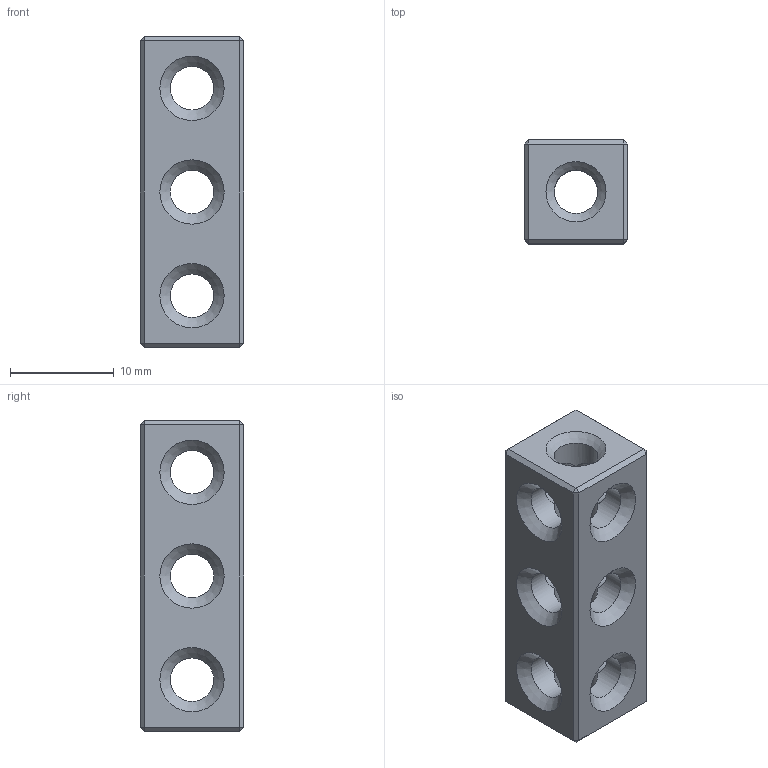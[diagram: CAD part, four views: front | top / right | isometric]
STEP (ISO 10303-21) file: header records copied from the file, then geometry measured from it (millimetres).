
FILE_DESCRIPTION(('FreeCAD Model'),'2;1');
FILE_NAME('Open CASCADE Shape Model','2024-10-01T21:21:15',('Author'),( ''),'Open CASCADE STEP processor 7.7','Ondsel','Unknown');
FILE_SCHEMA(('AUTOMOTIVE_DESIGN { 1 0 10303 214 1 1 1 1 }'));
Length unit declared in the file: millimetre
Products named in the file (1): Body
Bounding box: 10 x 10 x 30 mm (x, y, z)
Volume: 1950.5 mm3; surface area: 1809.3 mm2
Topology: 1 solids, 1 shells, 56 faces, 166 edges, 100 vertices
Faces by surface type: plane 26, cylinder 16, cone 14
Full cylindrical faces by diameter (mm): 4.2 x16
Entity records: 1956 total; most frequent: DIRECTION 368, ORIENTED_EDGE 332, CARTESIAN_POINT 323, EDGE_CURVE 166, AXIS2_PLACEMENT_3D 145, VERTEX_POINT 100, LINE 78, VECTOR 78
